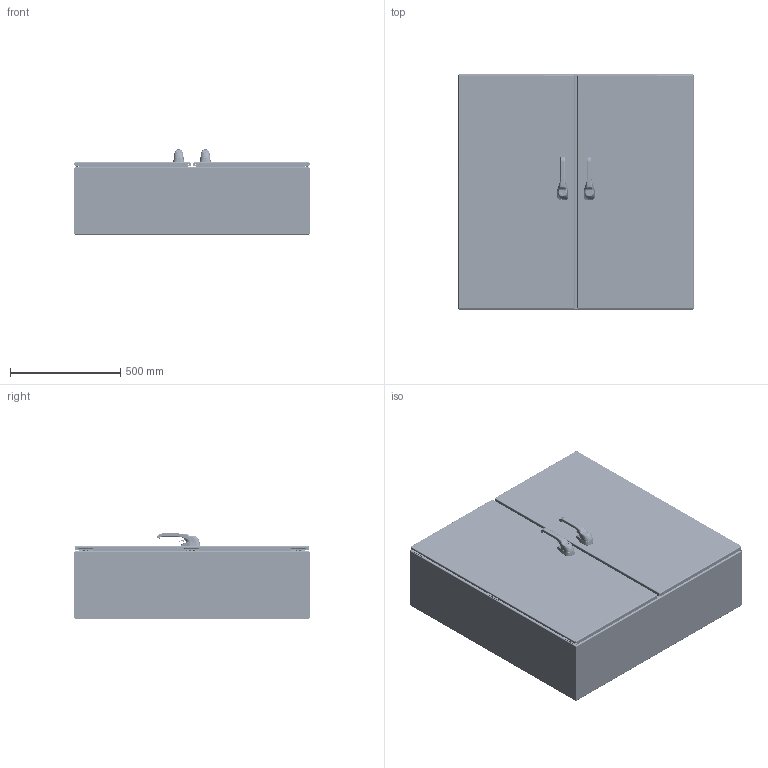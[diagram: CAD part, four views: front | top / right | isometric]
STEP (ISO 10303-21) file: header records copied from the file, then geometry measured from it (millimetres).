
FILE_DESCRIPTION(/* description */ ('N412-C,DD,42X42X12,ULTIMATE'),/* implementation_level */ '2;1');
FILE_NAME(/* name */ 'N412D424212C.stp',/* time_stamp */ '2019-07-01T09:19:48-05:00',/* author */ ('berthabarrera'),/* organization */ (''),/* preprocessor_version */ 'ST-DEVELOPER v16.13',/* originating_system */ 'Autodesk Inventor 2018',/* authorisation */ '');
FILE_SCHEMA (('AUTOMOTIVE_DESIGN { 1 0 10303 214 3 1 1 }'));
Products named in the file (39): N412D424212C; N412D424212CBTB; N412D4212CLRS; N412D4242CLDR; N412D4242CSDR; N412D42CMLR; N412D42CRML; HFW37044; HFW37044-1049-03; 1049-09; 1049-08; 38846; (35196) 1001-u11_asm; 1001-U11_AF0; DIN917_M6; FH4-M6-15; 30221; HFW303141; HFW303140; HFW316420; 32450; 35196; 1000-B18_ASM; 1000-73; 1000-67; D6799_5; 1000-u49_asm; 1000-105; D933_M5X8; 3889; HFW328206; HFW3161; HFW328207; HFW328207_21068-BOX LEAF_316SS; HFW328207_21068-PIN_316SS; HFW328207_21068-POM CLIP; HFW328207_17723-UTI BRACKET; HFW328207_17380_316 SS; HFW328207_17910
Assembly tree (86 placements, depth 4):
  N412D424212C
    N412D424212CBTB
    N412D4212CLRS  x2
    N412D4242CLDR
    N412D4242CSDR
    N412D42CMLR
    N412D42CRML
    HFW37044  x4
      HFW37044-1049-03
      1049-08
      1049-09
    38846  x4
    3889  x8
    (35196) 1001-u11_asm  x4
      1001-U11_AF0
      DIN917_M6
      FH4-M6-15
    30221  x6
    HFW303141  x2
    HFW303140  x2
    HFW316420  x2
    32450  x2
    35196  x2
      1000-B18_ASM
        1000-73
        1000-67  x2
      D6799_5
      1000-u49_asm
        1000-105
        D933_M5X8
    HFW328206  x6
    HFW3161  x6
    HFW328207  x6
      HFW328207_21068-BOX LEAF_316SS
      HFW328207_21068-PIN_316SS
      HFW328207_21068-POM CLIP
      HFW328207_17723-UTI BRACKET
      HFW328207_17380_316 SS
      HFW328207_17910
Bounding box: 1066.8 x 1066.8 x 385.73 mm (x, y, z)
Volume: 7832845.2 mm3; surface area: 8324430.7 mm2
Topology: 137 solids, 3099 shells, 7366 faces, 24192 edges, 20014 vertices
Faces by surface type: cylinder 2608, plane 2354, bspline 910, cone 696, torus 594, sphere 204
Full cylindrical faces by diameter (mm): 2.362 x12, 2.7 x4, 3.317 x204, 3.5 x12, 3.962 x6, 3.969 x6, 4 x8, 4.064 x4, 4.166 x204, 4.2 x12, 4.25 x12, 4.3 x4, 4.572 x18, 4.775 x20, 5 x12, 6 x12, 6.03 x4, 6.2 x4, 6.3 x4, 6.35 x34, 6.502 x12, 6.733 x4, 6.756 x6, 7.112 x6, 7.5 x4, 7.874 x8, 8.128 x12, 8.2 x4, 8.382 x16, 8.4 x4
Entity records: 183204 total; most frequent: CARTESIAN_POINT 100216, DIRECTION 15245, ORIENTED_EDGE 11389, EDGE_CURVE 9058, VERTEX_POINT 8255, AXIS2_PLACEMENT_3D 5579, LINE 4087, VECTOR 4087
